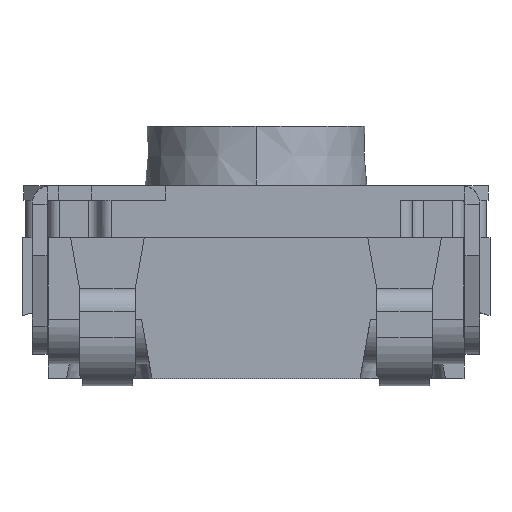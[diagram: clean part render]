
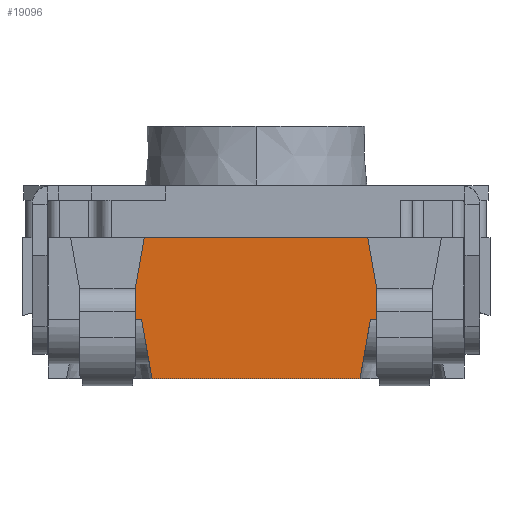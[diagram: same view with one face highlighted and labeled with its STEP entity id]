
A CAD part, left-side view. The second image highlights one B-rep face of the part: STEP entity #19096.
In plain terms, the highlighted planar face has unit normal (-1, 0, 0).
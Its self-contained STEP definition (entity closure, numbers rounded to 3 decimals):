
#1261=CARTESIAN_POINT('',(-3.15,-1.541,-0.41));
#1359=DIRECTION('',(0.,1.,0.));
#1360=VECTOR('',#1359,2.8);
#1361=CARTESIAN_POINT('',(-3.15,-1.4,-1.21));
#1362=LINE('',#1361,#1360);
#5601=DIRECTION('',(0.,0.,1.));
#5602=VECTOR('',#5601,0.11);
#5603=CARTESIAN_POINT('',(-3.15,-1.625,-0.41));
#5604=LINE('',#5603,#5602);
#5629=DIRECTION('',(0.,1.,0.));
#5630=VECTOR('',#5629,0.084);
#5631=CARTESIAN_POINT('',(-3.15,-1.625,-0.41));
#5632=LINE('',#5631,#5630);
#5636=DIRECTION('',(0.,1.,0.));
#5637=VECTOR('',#5636,0.084);
#5638=CARTESIAN_POINT('',(-3.15,1.541,-0.41));
#5639=LINE('',#5638,#5637);
#5643=DIRECTION('',(0.,0.,-1.));
#5644=VECTOR('',#5643,0.004);
#5645=CARTESIAN_POINT('',(-3.15,1.625,0.));
#5646=LINE('',#5645,#5644);
#5650=DIRECTION('',(0.,-0.174,0.985));
#5651=VECTOR('',#5650,0.701);
#5652=CARTESIAN_POINT('',(-3.15,1.625,0.));
#5653=LINE('',#5652,#5651);
#5657=DIRECTION('',(0.,-0.174,-0.985));
#5658=VECTOR('',#5657,0.701);
#5659=CARTESIAN_POINT('',(-3.15,-1.503,0.69));
#5660=LINE('',#5659,#5658);
#5664=DIRECTION('',(0.,0.,-1.));
#5665=VECTOR('',#5664,0.004);
#5666=CARTESIAN_POINT('',(-3.15,-1.625,0.));
#5667=LINE('',#5666,#5665);
#5671=DIRECTION('',(0.,-0.174,0.985));
#5672=VECTOR('',#5671,0.812);
#5673=CARTESIAN_POINT('',(-3.15,-1.4,-1.21));
#5674=LINE('',#5673,#5672);
#5728=DIRECTION('',(0.,-0.174,-0.985));
#5729=VECTOR('',#5728,0.812);
#5730=CARTESIAN_POINT('',(-3.15,1.541,-0.41));
#5731=LINE('',#5730,#5729);
#5771=CARTESIAN_POINT('',(-3.15,1.541,-0.41));
#6485=DIRECTION('',(0.,1.,0.));
#6486=VECTOR('',#6485,3.007);
#6487=CARTESIAN_POINT('',(-3.15,-1.503,0.69));
#6488=LINE('',#6487,#6486);
#6551=DIRECTION('',(0.,0.,-1.));
#6552=VECTOR('',#6551,0.296);
#6553=CARTESIAN_POINT('',(-3.15,1.625,-0.004));
#6554=LINE('',#6553,#6552);
#6573=DIRECTION('',(0.,0.,-1.));
#6574=VECTOR('',#6573,0.11);
#6575=CARTESIAN_POINT('',(-3.15,1.625,-0.3));
#6576=LINE('',#6575,#6574);
#7752=DIRECTION('',(0.,0.,1.));
#7753=VECTOR('',#7752,0.296);
#7754=CARTESIAN_POINT('',(-3.15,-1.625,-0.3));
#7755=LINE('',#7754,#7753);
#12014=CARTESIAN_POINT('',(-3.15,-1.503,0.69));
#12015=CARTESIAN_POINT('',(-3.15,1.503,0.69));
#12016=VERTEX_POINT('',#12014);
#12017=VERTEX_POINT('',#12015);
#12019=VERTEX_POINT('',#1261);
#12024=VERTEX_POINT('',#5771);
#12026=CARTESIAN_POINT('',(-3.15,-1.4,-1.21));
#12027=CARTESIAN_POINT('',(-3.15,1.4,-1.21));
#12028=VERTEX_POINT('',#12026);
#12029=VERTEX_POINT('',#12027);
#12168=CARTESIAN_POINT('',(-3.15,1.625,0.));
#12169=VERTEX_POINT('',#12168);
#12170=CARTESIAN_POINT('',(-3.15,-1.625,0.));
#12171=VERTEX_POINT('',#12170);
#12223=CARTESIAN_POINT('',(-3.15,-1.625,-0.41));
#12225=VERTEX_POINT('',#12223);
#12226=CARTESIAN_POINT('',(-3.15,1.625,-0.41));
#12228=VERTEX_POINT('',#12226);
#12234=CARTESIAN_POINT('',(-3.15,-1.625,-0.3));
#12235=VERTEX_POINT('',#12234);
#12236=CARTESIAN_POINT('',(-3.15,1.625,-0.3));
#12237=VERTEX_POINT('',#12236);
#12238=CARTESIAN_POINT('',(-3.15,1.625,-0.004));
#12239=VERTEX_POINT('',#12238);
#12240=CARTESIAN_POINT('',(-3.15,-1.625,-0.004));
#12241=VERTEX_POINT('',#12240);
#19064=CARTESIAN_POINT('',(-3.15,-2.8,0.69));
#19065=DIRECTION('',(-1.,0.,0.));
#19066=DIRECTION('',(0.,1.,0.));
#19067=AXIS2_PLACEMENT_3D('',#19064,#19065,#19066);
#19068=PLANE('',#19067);
#19069=ORIENTED_EDGE('',*,*,#19054,.F.);
#19070=ORIENTED_EDGE('',*,*,#14691,.T.);
#19072=ORIENTED_EDGE('',*,*,#19071,.F.);
#19073=ORIENTED_EDGE('',*,*,#14758,.T.);
#19075=ORIENTED_EDGE('',*,*,#19074,.F.);
#19077=ORIENTED_EDGE('',*,*,#19076,.T.);
#19079=ORIENTED_EDGE('',*,*,#19078,.F.);
#19081=ORIENTED_EDGE('',*,*,#19080,.F.);
#19083=ORIENTED_EDGE('',*,*,#19082,.F.);
#19085=ORIENTED_EDGE('',*,*,#19084,.T.);
#19087=ORIENTED_EDGE('',*,*,#19086,.F.);
#19089=ORIENTED_EDGE('',*,*,#19088,.T.);
#19091=ORIENTED_EDGE('',*,*,#19090,.T.);
#19093=ORIENTED_EDGE('',*,*,#19092,.F.);
#19094=EDGE_LOOP('',(#19069,#19070,#19072,#19073,#19075,#19077,#19079,#19081,
#19083,#19085,#19087,#19089,#19091,#19093));
#19095=FACE_OUTER_BOUND('',#19094,.F.);
#19096=ADVANCED_FACE('',(#19095),#19068,.T.);
#14691=EDGE_CURVE('',#12225,#12019,#5632,.T.);
#14758=EDGE_CURVE('',#12028,#12029,#1362,.T.);
#19054=EDGE_CURVE('',#12225,#12235,#5604,.T.);
#19071=EDGE_CURVE('',#12028,#12019,#5674,.T.);
#19074=EDGE_CURVE('',#12024,#12029,#5731,.T.);
#19076=EDGE_CURVE('',#12024,#12228,#5639,.T.);
#19078=EDGE_CURVE('',#12237,#12228,#6576,.T.);
#19080=EDGE_CURVE('',#12239,#12237,#6554,.T.);
#19082=EDGE_CURVE('',#12169,#12239,#5646,.T.);
#19084=EDGE_CURVE('',#12169,#12017,#5653,.T.);
#19086=EDGE_CURVE('',#12016,#12017,#6488,.T.);
#19088=EDGE_CURVE('',#12016,#12171,#5660,.T.);
#19090=EDGE_CURVE('',#12171,#12241,#5667,.T.);
#19092=EDGE_CURVE('',#12235,#12241,#7755,.T.);
